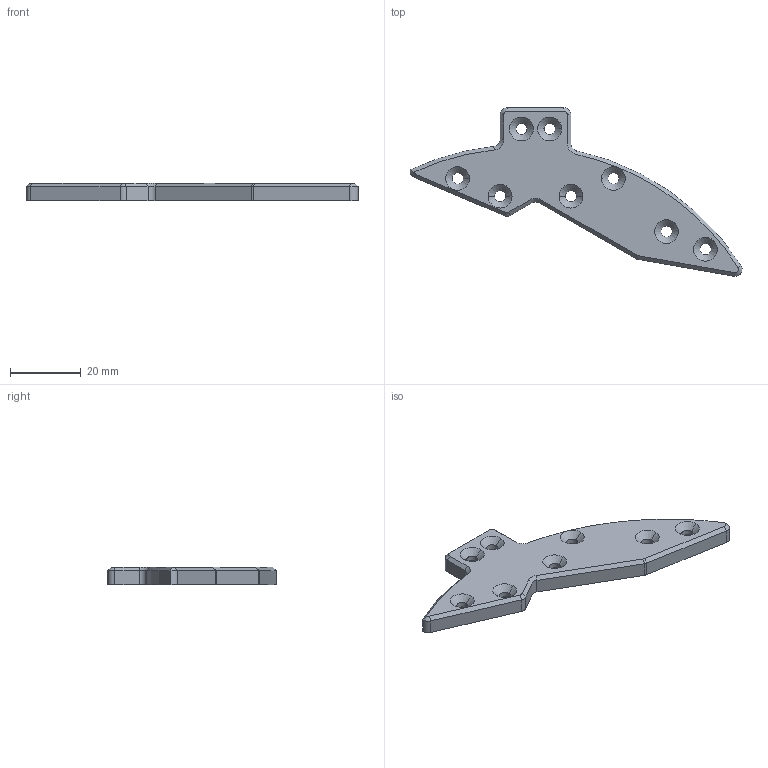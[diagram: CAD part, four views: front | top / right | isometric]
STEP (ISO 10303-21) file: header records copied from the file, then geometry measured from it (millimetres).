
FILE_DESCRIPTION (( 'STEP AP203' ), '1' );
FILE_NAME ('TA00-12-02-0015髋关节俯仰限位块.step', '2025-06-04T07:58:25', ( '' ), ( 'HP' ), 'SwSTEP 2.0', 'SolidWorks 2023', '' );
FILE_SCHEMA (( 'CONFIG_CONTROL_DESIGN' ));
Length unit declared in the file: millimetre
Products named in the file (1): TA00-12-02-0015髋关节俯仰限位块
Bounding box: 93.81 x 47.62 x 5 mm (x, y, z)
Volume: 8111.2 mm3; surface area: 4746.5 mm2
Topology: 1 solids, 1 shells, 88 faces, 207 edges, 121 vertices
Faces by surface type: cone 44, cylinder 28, plane 16
Entity records: 2613 total; most frequent: DIRECTION 482, CARTESIAN_POINT 423, ORIENTED_EDGE 414, EDGE_CURVE 207, AXIS2_PLACEMENT_3D 188, VERTEX_POINT 121, VECTOR 106, LINE 106
